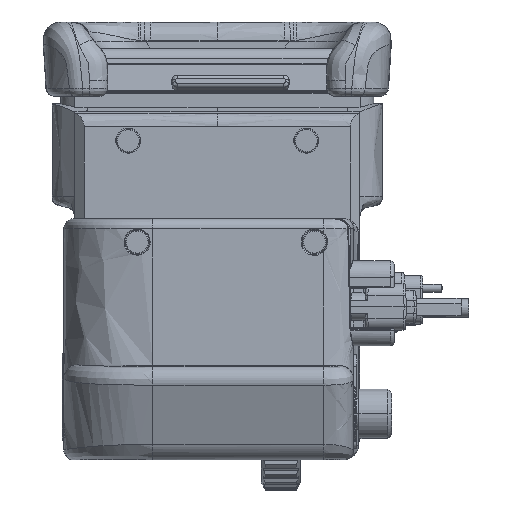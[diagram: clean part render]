
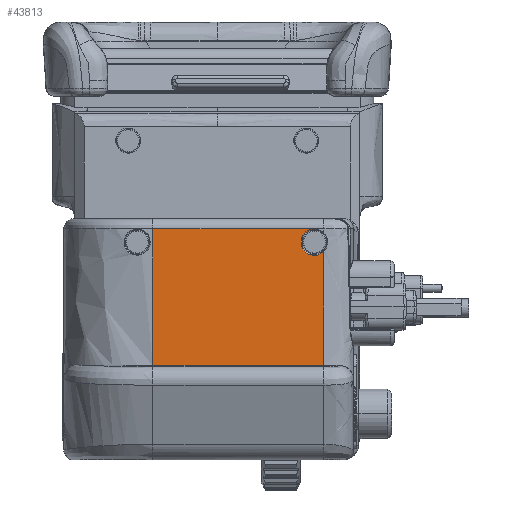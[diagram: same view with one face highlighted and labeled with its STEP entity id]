
A CAD part, front view. The second image highlights one B-rep face of the part: STEP entity #43813.
In plain terms, the highlighted planar face has unit normal (0, -1, 0).
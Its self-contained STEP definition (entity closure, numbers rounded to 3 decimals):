
#6256 = EDGE_CURVE ( 'NONE', #57697, #73810, #133265, .T. ) ;
#11046 = EDGE_CURVE ( 'NONE', #31091, #98389, #105162, .T. ) ;
#21491 = LINE ( 'NONE', #103508, #127483 ) ;
#26951 = ORIENTED_EDGE ( 'NONE', *, *, #109711, .F. ) ;
#29984 = CARTESIAN_POINT ( 'NONE',  ( -56.25, -16.45, 0.7 ) ) ;
#31091 = VERTEX_POINT ( 'NONE', #147202 ) ;
#43813 = ADVANCED_FACE ( 'NONE', ( #131235 ), #52886, .T. ) ;
#52170 = CIRCLE ( 'NONE', #162326, 1.7 ) ;
#52886 = PLANE ( 'NONE',  #217062 ) ;
#56525 = EDGE_CURVE ( 'NONE', #63184, #57697, #127191, .T. ) ;
#57697 = VERTEX_POINT ( 'NONE', #209577 ) ;
#59574 = DIRECTION ( 'NONE',  ( 0., 1., 0. ) ) ;
#63184 = VERTEX_POINT ( 'NONE', #69099 ) ;
#68506 = CARTESIAN_POINT ( 'NONE',  ( -46.5, -16.45, 16.5 ) ) ;
#69099 = CARTESIAN_POINT ( 'NONE',  ( -67.2, -16.45, 0.7 ) ) ;
#70694 = DIRECTION ( 'NONE',  ( 0., 1., 0. ) ) ;
#72311 = CARTESIAN_POINT ( 'NONE',  ( -56.25, -16.45, 18.2 ) ) ;
#73810 = VERTEX_POINT ( 'NONE', #215118 ) ;
#77000 = VECTOR ( 'NONE', #110986, 1000. ) ;
#86448 = ORIENTED_EDGE ( 'NONE', *, *, #184880, .T. ) ;
#90691 = EDGE_LOOP ( 'NONE', ( #124392, #131388, #26951, #215856, #86448, #187797 ) ) ;
#94176 = CARTESIAN_POINT ( 'NONE',  ( -46.5, -16.45, 16.5 ) ) ;
#98389 = VERTEX_POINT ( 'NONE', #133109 ) ;
#103508 = CARTESIAN_POINT ( 'NONE',  ( -45.3, -16.45, 8.487 ) ) ;
#105162 = CIRCLE ( 'NONE', #157830, 1.7 ) ;
#109711 = EDGE_CURVE ( 'NONE', #31091, #113886, #21491, .T. ) ;
#110503 = DIRECTION ( 'NONE',  ( 0., 0., -1. ) ) ;
#110986 = DIRECTION ( 'NONE',  ( 0., 0., 1. ) ) ;
#112226 = EDGE_CURVE ( 'NONE', #63184, #113886, #208215, .T. ) ;
#113886 = VERTEX_POINT ( 'NONE', #154552 ) ;
#117315 = VECTOR ( 'NONE', #188491, 1000. ) ;
#120858 = DIRECTION ( 'NONE',  ( 0., 0., -1. ) ) ;
#121531 = DIRECTION ( 'NONE',  ( 0., -1., 0. ) ) ;
#124392 = ORIENTED_EDGE ( 'NONE', *, *, #56525, .F. ) ;
#127191 = LINE ( 'NONE', #190232, #77000 ) ;
#127483 = VECTOR ( 'NONE', #154511, 1000. ) ;
#131235 = FACE_OUTER_BOUND ( 'NONE', #90691, .T. ) ;
#131388 = ORIENTED_EDGE ( 'NONE', *, *, #112226, .T. ) ;
#133109 = CARTESIAN_POINT ( 'NONE',  ( -46.5, -16.45, 14.8 ) ) ;
#133265 = LINE ( 'NONE', #72311, #117315 ) ;
#138579 = DIRECTION ( 'NONE',  ( 1., 0., 0. ) ) ;
#147202 = CARTESIAN_POINT ( 'NONE',  ( -45.3, -16.45, 15.296 ) ) ;
#149711 = DIRECTION ( 'NONE',  ( 1., 0., 0. ) ) ;
#153423 = CARTESIAN_POINT ( 'NONE',  ( -67.2, -16.45, 0.7 ) ) ;
#154511 = DIRECTION ( 'NONE',  ( 0., 0., -1. ) ) ;
#154552 = CARTESIAN_POINT ( 'NONE',  ( -45.3, -16.45, 0.7 ) ) ;
#157830 = AXIS2_PLACEMENT_3D ( 'NONE', #68506, #70694, #120858 ) ;
#162326 = AXIS2_PLACEMENT_3D ( 'NONE', #94176, #59574, #110503 ) ;
#184880 = EDGE_CURVE ( 'NONE', #98389, #73810, #52170, .T. ) ;
#187797 = ORIENTED_EDGE ( 'NONE', *, *, #6256, .F. ) ;
#188491 = DIRECTION ( 'NONE',  ( 1., 0., 0. ) ) ;
#190232 = CARTESIAN_POINT ( 'NONE',  ( -67.2, -16.45, 8.649 ) ) ;
#194993 = VECTOR ( 'NONE', #149711, 1000. ) ;
#208215 = LINE ( 'NONE', #29984, #194993 ) ;
#209577 = CARTESIAN_POINT ( 'NONE',  ( -67.2, -16.45, 18.2 ) ) ;
#215118 = CARTESIAN_POINT ( 'NONE',  ( -46.5, -16.45, 18.2 ) ) ;
#215856 = ORIENTED_EDGE ( 'NONE', *, *, #11046, .T. ) ;
#217062 = AXIS2_PLACEMENT_3D ( 'NONE', #153423, #121531, #138579 ) ;
